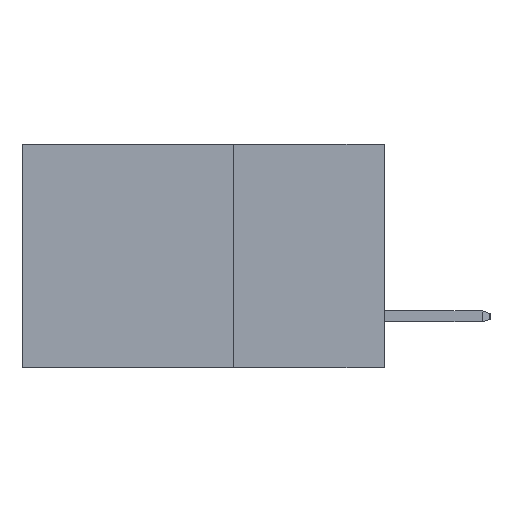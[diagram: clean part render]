
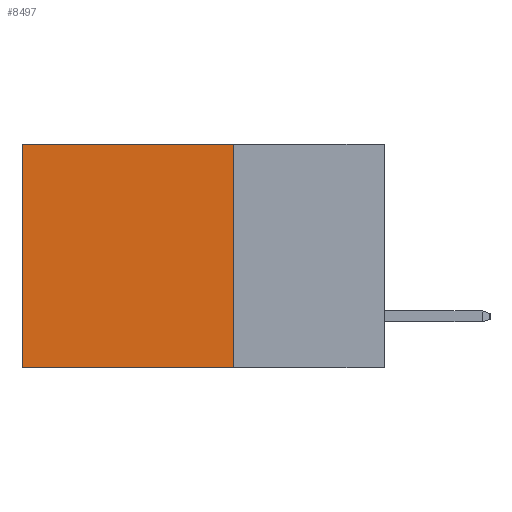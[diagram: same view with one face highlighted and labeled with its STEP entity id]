
A CAD part, left-side view. The second image highlights one B-rep face of the part: STEP entity #8497.
In plain terms, the highlighted planar face has unit normal (-1, 0, 0).
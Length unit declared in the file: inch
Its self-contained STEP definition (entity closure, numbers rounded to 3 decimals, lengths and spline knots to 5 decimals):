
#549 = VERTEX_POINT ( 'NONE', #19337 ) ;
#770 = LINE ( 'NONE', #19436, #4542 ) ;
#1227 = DIRECTION ( 'NONE',  ( 0., 1., 0. ) ) ;
#3089 = DIRECTION ( 'NONE',  ( 0., 1., 0. ) ) ;
#3201 = CARTESIAN_POINT ( 'NONE',  ( 0.2615, 0.25, 0. ) ) ;
#4093 = CARTESIAN_POINT ( 'NONE',  ( 0.2615, 0.25, -0.37 ) ) ;
#4352 = VERTEX_POINT ( 'NONE', #4093 ) ;
#4469 = CARTESIAN_POINT ( 'NONE',  ( 0.2615, 0.25, -0.37 ) ) ;
#4524 = ORIENTED_EDGE ( 'NONE', *, *, #9820, .F. ) ;
#4542 = VECTOR ( 'NONE', #18092, 39.37008 ) ;
#4717 = DIRECTION ( 'NONE',  ( 0., 0., -1. ) ) ;
#4917 = CARTESIAN_POINT ( 'NONE',  ( 0.2615, 0.25, -0.37 ) ) ;
#5332 = LINE ( 'NONE', #4917, #9587 ) ;
#7071 = CARTESIAN_POINT ( 'NONE',  ( 0.2615, 0.6, 0. ) ) ;
#7173 = ORIENTED_EDGE ( 'NONE', *, *, #8609, .F. ) ;
#8162 = EDGE_CURVE ( 'NONE', #9415, #18879, #13138, .T. ) ;
#8289 = LINE ( 'NONE', #4469, #11907 ) ;
#8497 = ADVANCED_FACE ( 'NONE', ( #18714 ), #19699, .F. ) ;
#8609 = EDGE_CURVE ( 'NONE', #9415, #4352, #5332, .T. ) ;
#9415 = VERTEX_POINT ( 'NONE', #11437 ) ;
#9587 = VECTOR ( 'NONE', #4717, 39.37008 ) ;
#9820 = EDGE_CURVE ( 'NONE', #4352, #549, #8289, .T. ) ;
#11437 = CARTESIAN_POINT ( 'NONE',  ( 0.2615, 0.25, 0. ) ) ;
#11907 = VECTOR ( 'NONE', #1227, 39.37008 ) ;
#12156 = EDGE_LOOP ( 'NONE', ( #13200, #4524, #7173, #16230 ) ) ;
#13138 = LINE ( 'NONE', #3201, #16526 ) ;
#13200 = ORIENTED_EDGE ( 'NONE', *, *, #19126, .T. ) ;
#16230 = ORIENTED_EDGE ( 'NONE', *, *, #8162, .T. ) ;
#16426 = DIRECTION ( 'NONE',  ( 1., 0., 0. ) ) ;
#16526 = VECTOR ( 'NONE', #3089, 39.37008 ) ;
#17029 = AXIS2_PLACEMENT_3D ( 'NONE', #19040, #16426, #17670 ) ;
#17670 = DIRECTION ( 'NONE',  ( 0., 0., -1. ) ) ;
#18092 = DIRECTION ( 'NONE',  ( 0., 0., -1. ) ) ;
#18714 = FACE_OUTER_BOUND ( 'NONE', #12156, .T. ) ;
#18879 = VERTEX_POINT ( 'NONE', #7071 ) ;
#19040 = CARTESIAN_POINT ( 'NONE',  ( 0.2615, 0.25, -0.37 ) ) ;
#19126 = EDGE_CURVE ( 'NONE', #18879, #549, #770, .T. ) ;
#19337 = CARTESIAN_POINT ( 'NONE',  ( 0.2615, 0.6, -0.37 ) ) ;
#19436 = CARTESIAN_POINT ( 'NONE',  ( 0.2615, 0.6, -0.37 ) ) ;
#19699 = PLANE ( 'NONE',  #17029 ) ;
